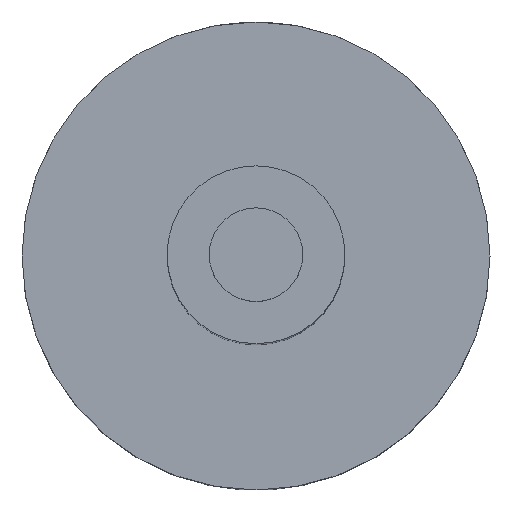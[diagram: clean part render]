
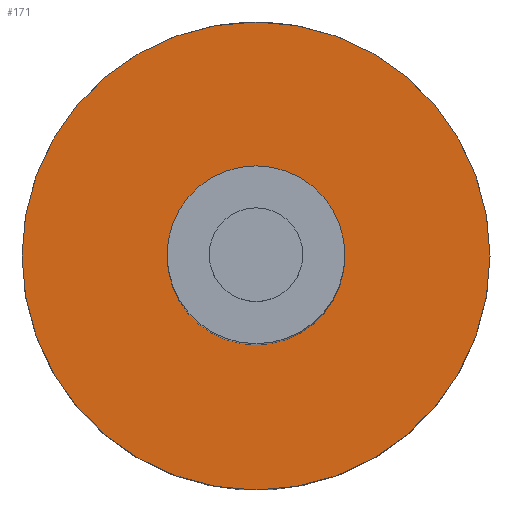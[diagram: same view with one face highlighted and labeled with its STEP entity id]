
A CAD part, top view. The second image highlights one B-rep face of the part: STEP entity #171.
In plain terms, the highlighted planar face has unit normal (0, 0, 1).
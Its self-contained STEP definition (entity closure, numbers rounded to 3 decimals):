
#16=FACE_BOUND('',#53,.T.);
#28=CIRCLE('',#202,1.9);
#29=CIRCLE('',#205,5.);
#40=FACE_OUTER_BOUND('',#52,.T.);
#52=EDGE_LOOP('',(#151));
#53=EDGE_LOOP('',(#152));
#88=VERTEX_POINT('',#300);
#89=VERTEX_POINT('',#305);
#108=EDGE_CURVE('',#88,#88,#28,.T.);
#109=EDGE_CURVE('',#89,#89,#29,.T.);
#151=ORIENTED_EDGE('',*,*,#109,.T.);
#152=ORIENTED_EDGE('',*,*,#108,.T.);
#160=PLANE('',#206);
#171=ADVANCED_FACE('',(#40,#16),#160,.T.);
#202=AXIS2_PLACEMENT_3D('',#302,#251,#252);
#205=AXIS2_PLACEMENT_3D('',#306,#257,#258);
#206=AXIS2_PLACEMENT_3D('',#308,#260,#261);
#251=DIRECTION('center_axis',(0.,0.,-1.));
#252=DIRECTION('ref_axis',(-1.,0.,0.));
#257=DIRECTION('center_axis',(0.,0.,1.));
#258=DIRECTION('ref_axis',(1.,0.,0.));
#260=DIRECTION('center_axis',(0.,0.,1.));
#261=DIRECTION('ref_axis',(1.,0.,0.));
#300=CARTESIAN_POINT('',(1.9,0.,5.));
#302=CARTESIAN_POINT('Origin',(0.,0.,5.));
#305=CARTESIAN_POINT('',(-5.,0.,5.));
#306=CARTESIAN_POINT('Origin',(0.,0.,5.));
#308=CARTESIAN_POINT('Origin',(0.,0.,5.));
